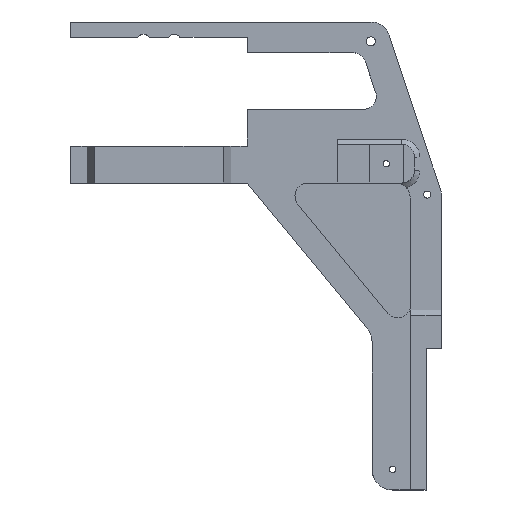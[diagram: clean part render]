
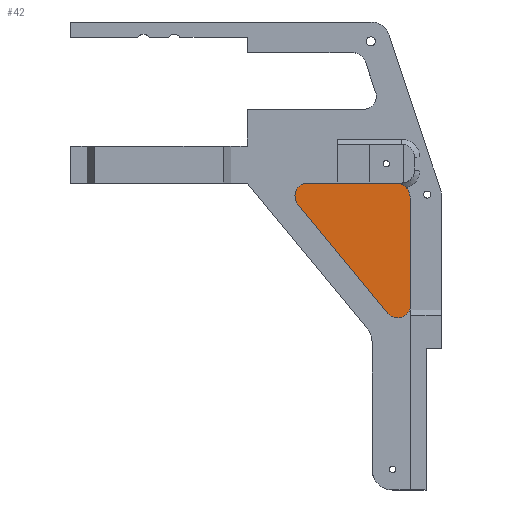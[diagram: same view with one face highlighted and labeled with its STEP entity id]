
A CAD part, top view. The second image highlights one B-rep face of the part: STEP entity #42.
In plain terms, the highlighted planar face has unit normal (0, 0, 1).
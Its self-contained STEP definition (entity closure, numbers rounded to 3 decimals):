
#26 = VECTOR ( 'NONE', #732, 1000. ) ;
#36 = ORIENTED_EDGE ( 'NONE', *, *, #1351, .F. ) ;
#37 = CARTESIAN_POINT ( 'NONE',  ( 52.959, 87., 22.5 ) ) ;
#42 = ADVANCED_FACE ( 'NONE', ( #2002 ), #2966, .F. ) ;
#49 = CIRCLE ( 'NONE', #983, 5. ) ;
#59 = VECTOR ( 'NONE', #1687, 1000. ) ;
#62 = ORIENTED_EDGE ( 'NONE', *, *, #3207, .F. ) ;
#120 = DIRECTION ( 'NONE',  ( -1., 0., 0. ) ) ;
#137 = DIRECTION ( 'NONE',  ( -1., 0., 0. ) ) ;
#161 = CARTESIAN_POINT ( 'NONE',  ( 93., 44.483, 22.5 ) ) ;
#217 = CARTESIAN_POINT ( 'NONE',  ( 47.359, 92., 22.5 ) ) ;
#236 = VERTEX_POINT ( 'NONE', #3042 ) ;
#286 = AXIS2_PLACEMENT_3D ( 'NONE', #161, #3228, #137 ) ;
#298 = EDGE_CURVE ( 'NONE', #2764, #236, #2448, .T. ) ;
#342 = VERTEX_POINT ( 'NONE', #1674 ) ;
#417 = VERTEX_POINT ( 'NONE', #1207 ) ;
#452 = CARTESIAN_POINT ( 'NONE',  ( 98., 30.554, 22.5 ) ) ;
#495 = CARTESIAN_POINT ( 'NONE',  ( 97.744, 87.215, 22.5 ) ) ;
#693 = EDGE_CURVE ( 'NONE', #2248, #2187, #830, .T. ) ;
#705 = LINE ( 'NONE', #217, #26 ) ;
#731 = DIRECTION ( 'NONE',  ( 0., 0., 1. ) ) ;
#732 = DIRECTION ( 'NONE',  ( 1., 0., 0. ) ) ;
#812 = LINE ( 'NONE', #452, #2975 ) ;
#830 = CIRCLE ( 'NONE', #1792, 5. ) ;
#884 = DIRECTION ( 'NONE',  ( 0., 0., -1. ) ) ;
#939 = AXIS2_PLACEMENT_3D ( 'NONE', #3211, #3009, #2822 ) ;
#983 = AXIS2_PLACEMENT_3D ( 'NONE', #1950, #884, #120 ) ;
#989 = CARTESIAN_POINT ( 'NONE',  ( 97.289, 88.58, 22.5 ) ) ;
#1123 = ORIENTED_EDGE ( 'NONE', *, *, #2130, .F. ) ;
#1207 = CARTESIAN_POINT ( 'NONE',  ( 92.545, 92., 22.5 ) ) ;
#1210 = ORIENTED_EDGE ( 'NONE', *, *, #693, .T. ) ;
#1325 = VERTEX_POINT ( 'NONE', #495 ) ;
#1351 = EDGE_CURVE ( 'NONE', #2248, #417, #705, .T. ) ;
#1433 = CARTESIAN_POINT ( 'NONE',  ( 98., 85.635, 22.5 ) ) ;
#1514 = CARTESIAN_POINT ( 'NONE',  ( 57.959, 87., 22.5 ) ) ;
#1544 = CARTESIAN_POINT ( 'NONE',  ( 57.959, 92., 22.5 ) ) ;
#1645 = DIRECTION ( 'NONE',  ( -1., 0., 0. ) ) ;
#1670 = AXIS2_PLACEMENT_3D ( 'NONE', #1514, #731, #2501 ) ;
#1674 = CARTESIAN_POINT ( 'NONE',  ( 54.1, 83.82, 22.5 ) ) ;
#1687 = DIRECTION ( 'NONE',  ( 0., -1., 0. ) ) ;
#1744 = EDGE_CURVE ( 'NONE', #1826, #236, #2108, .T. ) ;
#1792 = AXIS2_PLACEMENT_3D ( 'NONE', #2673, #3161, #1645 ) ;
#1796 = CARTESIAN_POINT ( 'NONE',  ( 92.545, 87., 22.5 ) ) ;
#1799 = ORIENTED_EDGE ( 'NONE', *, *, #1744, .F. ) ;
#1826 = VERTEX_POINT ( 'NONE', #1925 ) ;
#1854 = AXIS2_PLACEMENT_3D ( 'NONE', #1796, #2569, #3061 ) ;
#1910 = EDGE_LOOP ( 'NONE', ( #36, #1210, #2755, #3075, #1920, #1799, #2568, #62, #1123 ) ) ;
#1920 = ORIENTED_EDGE ( 'NONE', *, *, #298, .T. ) ;
#1925 = CARTESIAN_POINT ( 'NONE',  ( 98., 85.635, 22.5 ) ) ;
#1950 = CARTESIAN_POINT ( 'NONE',  ( 93., 85.635, 22.5 ) ) ;
#2002 = FACE_OUTER_BOUND ( 'NONE', #1910, .T. ) ;
#2012 = DIRECTION ( 'NONE',  ( -0.636, 0.772, 0. ) ) ;
#2108 = LINE ( 'NONE', #1433, #59 ) ;
#2130 = EDGE_CURVE ( 'NONE', #417, #2848, #3256, .T. ) ;
#2187 = VERTEX_POINT ( 'NONE', #37 ) ;
#2248 = VERTEX_POINT ( 'NONE', #1544 ) ;
#2330 = CARTESIAN_POINT ( 'NONE',  ( 97.289, 88.58, 22.5 ) ) ;
#2417 = CIRCLE ( 'NONE', #1670, 5. ) ;
#2448 = CIRCLE ( 'NONE', #286, 5. ) ;
#2501 = DIRECTION ( 'NONE',  ( -1., 0., 0. ) ) ;
#2568 = ORIENTED_EDGE ( 'NONE', *, *, #2941, .F. ) ;
#2569 = DIRECTION ( 'NONE',  ( 0., 0., -1. ) ) ;
#2673 = CARTESIAN_POINT ( 'NONE',  ( 57.959, 87., 22.5 ) ) ;
#2755 = ORIENTED_EDGE ( 'NONE', *, *, #3240, .T. ) ;
#2764 = VERTEX_POINT ( 'NONE', #2781 ) ;
#2781 = CARTESIAN_POINT ( 'NONE',  ( 89.142, 41.303, 22.5 ) ) ;
#2822 = DIRECTION ( 'NONE',  ( -1., 0., 0. ) ) ;
#2848 = VERTEX_POINT ( 'NONE', #2330 ) ;
#2941 = EDGE_CURVE ( 'NONE', #1325, #1826, #49, .T. ) ;
#2966 = PLANE ( 'NONE',  #939 ) ;
#2975 = VECTOR ( 'NONE', #2012, 1000. ) ;
#3005 = DIRECTION ( 'NONE',  ( 0.316, -0.949, 0. ) ) ;
#3009 = DIRECTION ( 'NONE',  ( 0., 0., -1. ) ) ;
#3042 = CARTESIAN_POINT ( 'NONE',  ( 98., 44.483, 22.5 ) ) ;
#3061 = DIRECTION ( 'NONE',  ( -1., 0., 0. ) ) ;
#3075 = ORIENTED_EDGE ( 'NONE', *, *, #3250, .F. ) ;
#3161 = DIRECTION ( 'NONE',  ( 0., 0., 1. ) ) ;
#3204 = LINE ( 'NONE', #989, #3249 ) ;
#3207 = EDGE_CURVE ( 'NONE', #2848, #1325, #3204, .T. ) ;
#3211 = CARTESIAN_POINT ( 'NONE',  ( 92.545, 87., 22.5 ) ) ;
#3228 = DIRECTION ( 'NONE',  ( 0., 0., 1. ) ) ;
#3240 = EDGE_CURVE ( 'NONE', #2187, #342, #2417, .T. ) ;
#3249 = VECTOR ( 'NONE', #3005, 1000. ) ;
#3250 = EDGE_CURVE ( 'NONE', #2764, #342, #812, .T. ) ;
#3256 = CIRCLE ( 'NONE', #1854, 5. ) ;
